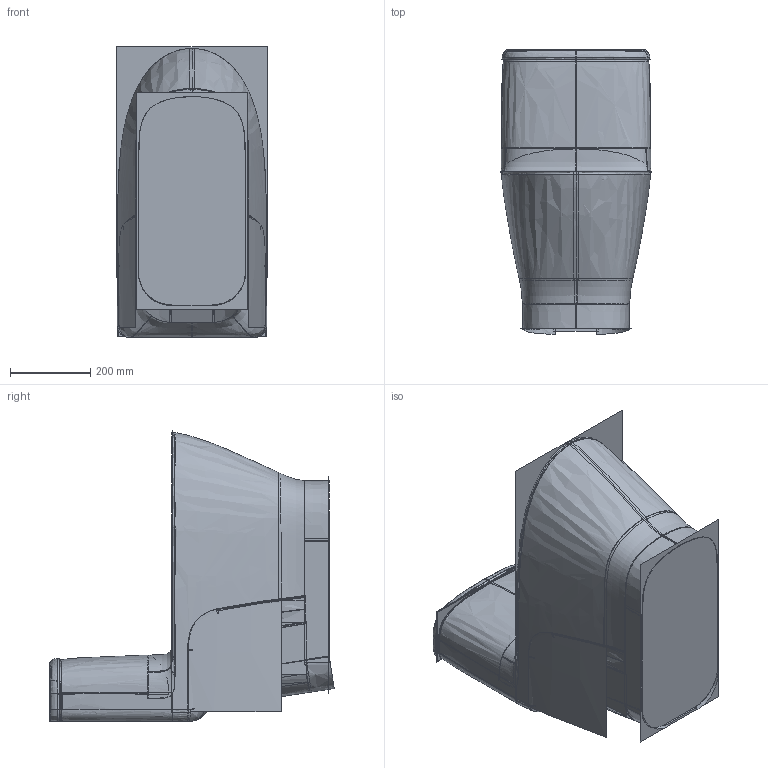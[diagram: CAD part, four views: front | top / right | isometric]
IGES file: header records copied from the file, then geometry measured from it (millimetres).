
Start section:  PTC IGES file: materica_tank_bowing_stick_Rev_01.igs
Global section: file name: materica_tank_bowing_stick_Rev_01.igs; native system: Creo Parametric by PTC Inc.; preprocessor: 2021072; author: 11049422; organization: Unknown; date: 20230316.145557; units: inch
Bounding box: 373.94 x 708.4 x 724.83 mm (x, y, z)
Surface area: 6282022.2 mm2 (no closed solid volume)
Topology: 0 solids, 0 shells, 212 faces, 3382 edges, 4388 vertices
Faces by surface type: bspline 212
